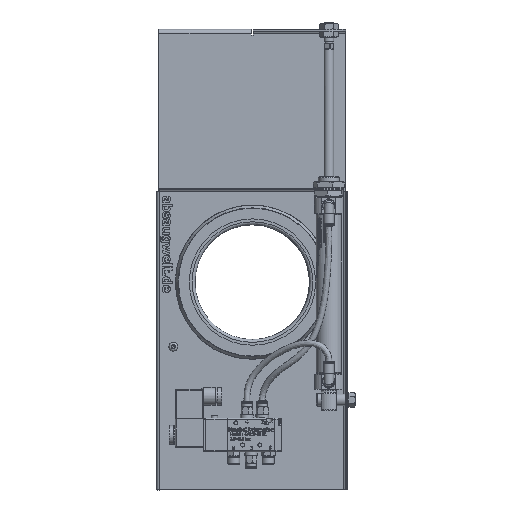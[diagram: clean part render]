
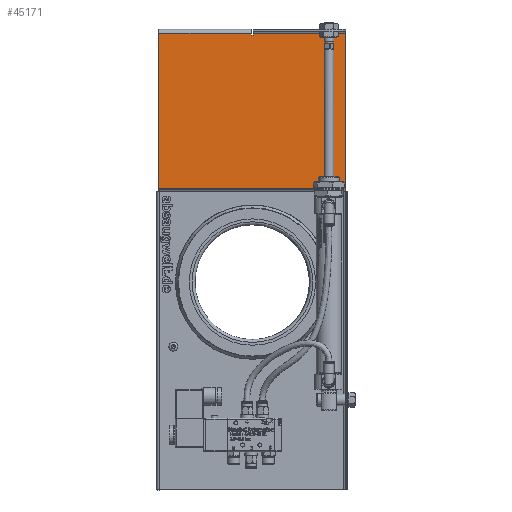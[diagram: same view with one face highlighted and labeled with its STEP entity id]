
A CAD part, top view. The second image highlights one B-rep face of the part: STEP entity #45171.
In plain terms, the highlighted face is planar.
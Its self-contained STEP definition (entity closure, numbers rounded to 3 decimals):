
#774=CIRCLE('',#47764,3.5);
#776=CIRCLE('',#47768,3.5);
#778=CIRCLE('',#47772,3.5);
#780=CIRCLE('',#47776,3.5);
#782=CIRCLE('',#47780,62.5);
#2738=FACE_BOUND('',#8317,.T.);
#2739=FACE_BOUND('',#8318,.T.);
#2740=FACE_BOUND('',#8319,.T.);
#5577=FACE_OUTER_BOUND('',#8316,.T.);
#8316=EDGE_LOOP('',(#31240,#31241,#31242,#31243,#31244,#31245,#31246,#31247));
#8317=EDGE_LOOP('',(#31248,#31249,#31250,#31251));
#8318=EDGE_LOOP('',(#31252,#31253,#31254,#31255));
#8319=EDGE_LOOP('',(#31256));
#11549=LINE('',#62404,#15171);
#11553=LINE('',#62414,#15175);
#11558=LINE('',#62429,#15180);
#11561=LINE('',#62438,#15183);
#11582=LINE('',#62508,#15204);
#11595=LINE('',#62547,#15217);
#11596=LINE('',#62550,#15218);
#11599=LINE('',#62556,#15221);
#11602=LINE('',#62561,#15224);
#11604=LINE('',#62565,#15226);
#11607=LINE('',#62571,#15229);
#11610=LINE('',#62576,#15232);
#15171=VECTOR('',#51102,140.);
#15175=VECTOR('',#51114,140.);
#15180=VECTOR('',#51127,140.);
#15183=VECTOR('',#51138,140.);
#15204=VECTOR('',#51205,96.5);
#15217=VECTOR('',#51254,96.5);
#15218=VECTOR('',#51257,2.);
#15221=VECTOR('',#51262,2.);
#15224=VECTOR('',#51267,2.);
#15226=VECTOR('',#51271,336.5);
#15229=VECTOR('',#51276,195.);
#15232=VECTOR('',#51281,336.5);
#18829=VERTEX_POINT('',#62395);
#18830=VERTEX_POINT('',#62397);
#18832=VERTEX_POINT('',#62403);
#18834=VERTEX_POINT('',#62409);
#18837=VERTEX_POINT('',#62419);
#18838=VERTEX_POINT('',#62421);
#18840=VERTEX_POINT('',#62427);
#18842=VERTEX_POINT('',#62433);
#18844=VERTEX_POINT('',#62442);
#18867=VERTEX_POINT('',#62505);
#18868=VERTEX_POINT('',#62507);
#18875=VERTEX_POINT('',#62539);
#18876=VERTEX_POINT('',#62543);
#18877=VERTEX_POINT('',#62549);
#18879=VERTEX_POINT('',#62555);
#18881=VERTEX_POINT('',#62564);
#18883=VERTEX_POINT('',#62570);
#23617=EDGE_CURVE('',#18830,#18829,#774,.T.);
#23620=EDGE_CURVE('',#18832,#18830,#11549,.T.);
#23623=EDGE_CURVE('',#18834,#18832,#776,.T.);
#23626=EDGE_CURVE('',#18829,#18834,#11553,.T.);
#23629=EDGE_CURVE('',#18838,#18837,#778,.T.);
#23633=EDGE_CURVE('',#18837,#18840,#11558,.T.);
#23636=EDGE_CURVE('',#18840,#18842,#780,.T.);
#23638=EDGE_CURVE('',#18842,#18838,#11561,.T.);
#23640=EDGE_CURVE('',#18844,#18844,#782,.T.);
#23670=EDGE_CURVE('',#18867,#18868,#11582,.T.);
#23690=EDGE_CURVE('',#18876,#18875,#11595,.T.);
#23691=EDGE_CURVE('',#18868,#18877,#11596,.T.);
#23694=EDGE_CURVE('',#18877,#18879,#11599,.T.);
#23697=EDGE_CURVE('',#18879,#18876,#11602,.T.);
#23699=EDGE_CURVE('',#18875,#18881,#11604,.T.);
#23702=EDGE_CURVE('',#18881,#18883,#11607,.T.);
#23705=EDGE_CURVE('',#18883,#18867,#11610,.T.);
#31240=ORIENTED_EDGE('',*,*,#23670,.F.);
#31241=ORIENTED_EDGE('',*,*,#23705,.F.);
#31242=ORIENTED_EDGE('',*,*,#23702,.F.);
#31243=ORIENTED_EDGE('',*,*,#23699,.F.);
#31244=ORIENTED_EDGE('',*,*,#23690,.F.);
#31245=ORIENTED_EDGE('',*,*,#23697,.F.);
#31246=ORIENTED_EDGE('',*,*,#23694,.F.);
#31247=ORIENTED_EDGE('',*,*,#23691,.F.);
#31248=ORIENTED_EDGE('',*,*,#23617,.T.);
#31249=ORIENTED_EDGE('',*,*,#23626,.T.);
#31250=ORIENTED_EDGE('',*,*,#23623,.T.);
#31251=ORIENTED_EDGE('',*,*,#23620,.T.);
#31252=ORIENTED_EDGE('',*,*,#23629,.T.);
#31253=ORIENTED_EDGE('',*,*,#23633,.T.);
#31254=ORIENTED_EDGE('',*,*,#23636,.T.);
#31255=ORIENTED_EDGE('',*,*,#23638,.T.);
#31256=ORIENTED_EDGE('',*,*,#23640,.T.);
#43255=PLANE('',#47826);
#45171=ADVANCED_FACE('',(#5577,#2738,#2739,#2740),#43255,.T.);
#47764=AXIS2_PLACEMENT_3D('',#62398,#51096,#51097);
#47768=AXIS2_PLACEMENT_3D('',#62410,#51108,#51109);
#47772=AXIS2_PLACEMENT_3D('',#62422,#51120,#51121);
#47776=AXIS2_PLACEMENT_3D('',#62435,#51133,#51134);
#47780=AXIS2_PLACEMENT_3D('',#62443,#51143,#51144);
#47826=AXIS2_PLACEMENT_3D('',#62579,#51285,#51286);
#51096=DIRECTION('center_axis',(0.,-1.,0.));
#51097=DIRECTION('ref_axis',(0.,0.,-1.));
#51102=DIRECTION('',(-1.,0.,0.));
#51108=DIRECTION('center_axis',(0.,-1.,0.));
#51109=DIRECTION('ref_axis',(0.,0.,1.));
#51114=DIRECTION('',(1.,0.,0.));
#51120=DIRECTION('center_axis',(0.,-1.,0.));
#51121=DIRECTION('ref_axis',(0.,0.,1.));
#51127=DIRECTION('',(1.,0.,0.));
#51133=DIRECTION('center_axis',(0.,-1.,0.));
#51134=DIRECTION('ref_axis',(0.,0.,-1.));
#51138=DIRECTION('',(-1.,0.,0.));
#51143=DIRECTION('center_axis',(0.,-1.,0.));
#51144=DIRECTION('ref_axis',(1.,0.,0.));
#51205=DIRECTION('',(0.,0.,-1.));
#51254=DIRECTION('',(0.,0.,-1.));
#51257=DIRECTION('',(1.,0.,0.));
#51262=DIRECTION('',(0.,0.,-1.));
#51267=DIRECTION('',(-1.,0.,0.));
#51271=DIRECTION('',(1.,0.,0.));
#51276=DIRECTION('',(0.,0.,1.));
#51281=DIRECTION('',(-1.,0.,0.));
#51285=DIRECTION('center_axis',(0.,1.,0.));
#51286=DIRECTION('ref_axis',(0.,0.,1.));
#62395=CARTESIAN_POINT('',(12.316,2.,-86.));
#62397=CARTESIAN_POINT('',(12.316,2.,-79.));
#62398=CARTESIAN_POINT('Origin',(12.316,2.,-82.5));
#62403=CARTESIAN_POINT('',(152.316,2.,-79.));
#62404=CARTESIAN_POINT('',(72.38,2.,-79.));
#62409=CARTESIAN_POINT('',(152.316,2.,-86.));
#62410=CARTESIAN_POINT('Origin',(152.316,2.,-82.5));
#62414=CARTESIAN_POINT('',(2.38,2.,-86.));
#62419=CARTESIAN_POINT('',(12.316,2.,79.));
#62421=CARTESIAN_POINT('',(12.316,2.,86.));
#62422=CARTESIAN_POINT('Origin',(12.316,2.,82.5));
#62427=CARTESIAN_POINT('',(152.316,2.,79.));
#62429=CARTESIAN_POINT('',(72.38,2.,79.));
#62433=CARTESIAN_POINT('',(152.316,2.,86.));
#62435=CARTESIAN_POINT('Origin',(152.316,2.,82.5));
#62438=CARTESIAN_POINT('',(2.38,2.,86.));
#62442=CARTESIAN_POINT('',(147.316,2.,-0.5));
#62443=CARTESIAN_POINT('Origin',(84.816,2.,-0.5));
#62505=CARTESIAN_POINT('',(-175.184,2.,97.5));
#62507=CARTESIAN_POINT('',(-175.184,2.,1.));
#62508=CARTESIAN_POINT('',(-175.184,2.,1.));
#62539=CARTESIAN_POINT('',(-175.184,2.,-97.5));
#62543=CARTESIAN_POINT('',(-175.184,2.,-1.));
#62547=CARTESIAN_POINT('',(-175.184,2.,-97.5));
#62549=CARTESIAN_POINT('',(-173.184,2.,1.));
#62550=CARTESIAN_POINT('',(-173.184,2.,1.));
#62555=CARTESIAN_POINT('',(-173.184,2.,-1.));
#62556=CARTESIAN_POINT('',(-173.184,2.,-1.));
#62561=CARTESIAN_POINT('',(-175.184,2.,-1.));
#62564=CARTESIAN_POINT('',(161.316,2.,-97.5));
#62565=CARTESIAN_POINT('',(161.316,2.,-97.5));
#62570=CARTESIAN_POINT('',(161.316,2.,97.5));
#62571=CARTESIAN_POINT('',(161.316,2.,97.5));
#62576=CARTESIAN_POINT('',(-175.184,2.,97.5));
#62579=CARTESIAN_POINT('Origin',(-7.557,2.,0.));
